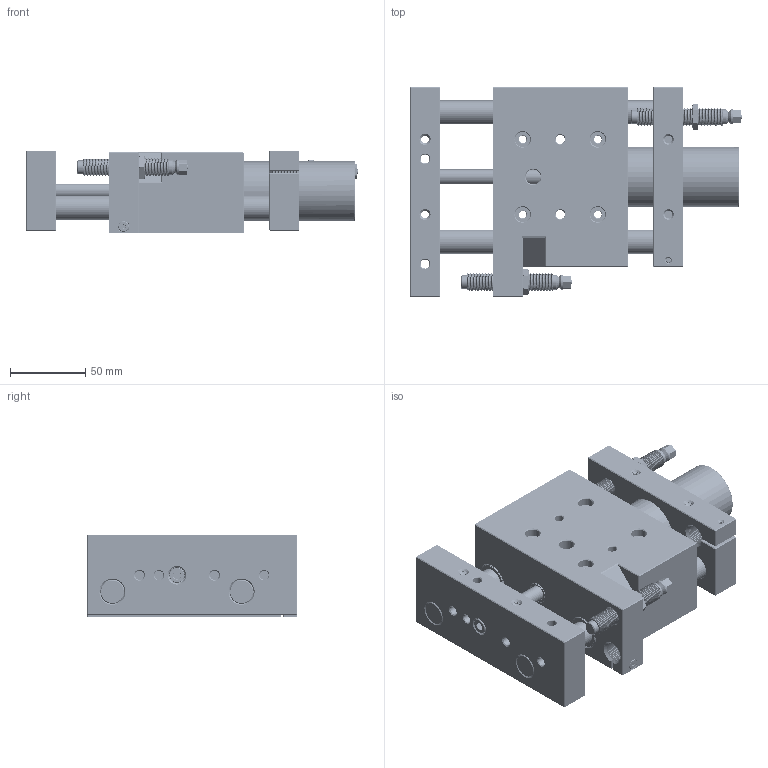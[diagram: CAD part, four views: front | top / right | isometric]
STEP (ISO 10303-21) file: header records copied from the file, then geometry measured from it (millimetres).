
FILE_DESCRIPTION(/* description */ (''),/* implementation_level */ '2;1');
FILE_NAME(/* name */ '5413ead0-7789-4ba3-b0a3-306d7bbf51d2.stp',/* time_stamp */ '2022-05-14T18:19:34Z',/* author */ (''),/* organization */ (''),/* preprocessor_version */ 'ST-DEVELOPER v19',/* originating_system */ 'Autodesk Translation Framework v11.7.0.108',/* authorisation */ '');
FILE_SCHEMA (('AUTOMOTIVE_DESIGN { 1 0 10303 214 3 1 1 }'));
Products named in the file (19): ML 33/50; Body_part_3; Body_part_2; Body_part_1; Linear_bearing_10; 61205K76; Linear_bearing_16; Rod_3; Stop_part; Rod_1; Socket_screw_M4; Rod_middle_2; Socket_screw_M6; Set_screw_M5; Socket_screw_M4 (1); AS 12/60; AS 12/60_1; Screw_M12; Hex_nut_M12
Assembly tree (30 placements, depth 3):
  ML 33/50
    Body_part_3
    Body_part_2
    Body_part_1
    Linear_bearing_10
      61205K76
    Linear_bearing_16  x4
    Rod_3
    Stop_part  x4
    Rod_1  x2
    Socket_screw_M4
    Rod_middle_2
    Socket_screw_M6
    Set_screw_M5  x4
    Socket_screw_M4 (1)
    AS 12/60
      Screw_M12
      Hex_nut_M12
    AS 12/60_1
      Screw_M12
      Hex_nut_M12
Bounding box: 221 x 140 x 55 mm (x, y, z)
Volume: 947641 mm3; surface area: 187795.7 mm2
Topology: 27 solids, 27 shells, 2626 faces, 7110 edges, 4619 vertices
Faces by surface type: cylinder 1754, plane 399, bspline 221, cone 188, sphere 60, torus 4
Full cylindrical faces by diameter (mm): 3 x3, 3.091 x19, 3.332 x41, 3.961 x20, 4 x34, 4.109 x17, 4.234 x10, 4.701 x4, 5 x12, 5.029 x10, 5.035 x184, 5.12 x4, 5.596 x10, 6 x19, 6.147 x76, 7 x2, 7.5 x1, 8 x9, 8.526 x7, 8.78 x18, 9 x2, 9.036 x17, 10 x19, 10.147 x16, 10.17 x18, 10.198 x7, 10.274 x9, 10.741 x62, 10.769 x1, 11 x1
Entity records: 173157 total; most frequent: CARTESIAN_POINT 122044, ORIENTED_EDGE 12402, DIRECTION 7551, EDGE_CURVE 6201, VERTEX_POINT 4055, B_SPLINE_CURVE_WITH_KNOTS 3373, AXIS2_PLACEMENT_3D 2759, EDGE_LOOP 2512
